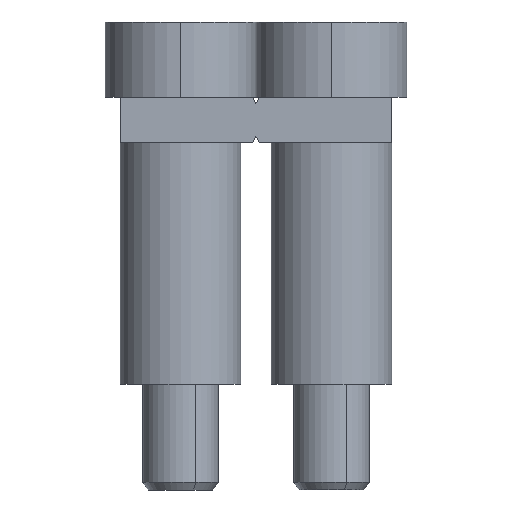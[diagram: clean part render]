
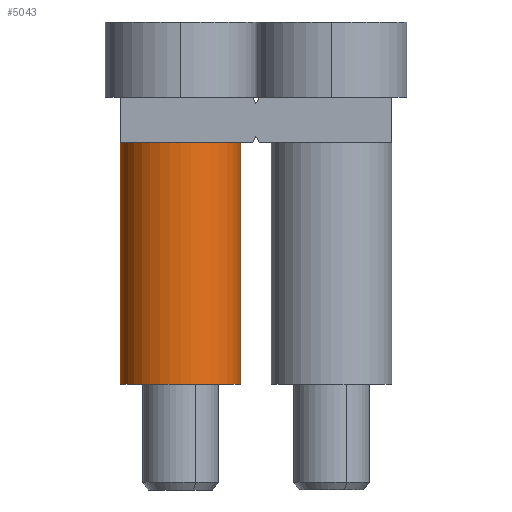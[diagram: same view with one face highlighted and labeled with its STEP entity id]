
A CAD part, front view. The second image highlights one B-rep face of the part: STEP entity #5043.
In plain terms, the highlighted cylindrical face has radius 2 mm (diameter 4 mm), a partial arc.
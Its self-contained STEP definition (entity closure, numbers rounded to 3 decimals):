
#38 = CARTESIAN_POINT ( 'NONE',  ( -0.153, 0.312, -9.145 ) ) ;
#107 = VECTOR ( 'NONE', #4547, 1000. ) ;
#440 = VERTEX_POINT ( 'NONE', #1630 ) ;
#514 = CYLINDRICAL_SURFACE ( 'NONE', #4147, 2. ) ;
#604 = ORIENTED_EDGE ( 'NONE', *, *, #1835, .F. ) ;
#752 = DIRECTION ( 'NONE',  ( 1., 0., 0. ) ) ;
#753 = DIRECTION ( 'NONE',  ( 0., 0., 1. ) ) ;
#762 = CARTESIAN_POINT ( 'NONE',  ( -2.153, 0.312, -9.145 ) ) ;
#780 = LINE ( 'NONE', #4618, #107 ) ;
#832 = ORIENTED_EDGE ( 'NONE', *, *, #4262, .T. ) ;
#857 = DIRECTION ( 'NONE',  ( -1., 0., 0. ) ) ;
#939 = CARTESIAN_POINT ( 'NONE',  ( -2.153, 0.312, -1.145 ) ) ;
#957 = DIRECTION ( 'NONE',  ( 0., 0., -1. ) ) ;
#1163 = AXIS2_PLACEMENT_3D ( 'NONE', #1889, #2842, #1395 ) ;
#1194 = ORIENTED_EDGE ( 'NONE', *, *, #2811, .T. ) ;
#1395 = DIRECTION ( 'NONE',  ( 1., 0., 0. ) ) ;
#1521 = ORIENTED_EDGE ( 'NONE', *, *, #4276, .F. ) ;
#1630 = CARTESIAN_POINT ( 'NONE',  ( -4.153, 0.312, -1.145 ) ) ;
#1802 = AXIS2_PLACEMENT_3D ( 'NONE', #762, #753, #752 ) ;
#1835 = EDGE_CURVE ( 'NONE', #440, #4604, #3552, .T. ) ;
#1889 = CARTESIAN_POINT ( 'NONE',  ( -2.153, 0.312, -1.145 ) ) ;
#2057 = CIRCLE ( 'NONE', #1802, 2. ) ;
#2324 = LINE ( 'NONE', #4615, #4880 ) ;
#2527 = CARTESIAN_POINT ( 'NONE',  ( -4.153, 0.312, -9.145 ) ) ;
#2811 = EDGE_CURVE ( 'NONE', #4137, #3500, #2057, .T. ) ;
#2842 = DIRECTION ( 'NONE',  ( 0., 0., 1. ) ) ;
#3146 = CARTESIAN_POINT ( 'NONE',  ( -0.153, 0.312, -1.145 ) ) ;
#3249 = FACE_OUTER_BOUND ( 'NONE', #3697, .T. ) ;
#3500 = VERTEX_POINT ( 'NONE', #38 ) ;
#3552 = CIRCLE ( 'NONE', #1163, 2. ) ;
#3697 = EDGE_LOOP ( 'NONE', ( #1521, #604, #832, #1194 ) ) ;
#4137 = VERTEX_POINT ( 'NONE', #2527 ) ;
#4147 = AXIS2_PLACEMENT_3D ( 'NONE', #939, #957, #857 ) ;
#4262 = EDGE_CURVE ( 'NONE', #440, #4137, #780, .T. ) ;
#4276 = EDGE_CURVE ( 'NONE', #4604, #3500, #2324, .T. ) ;
#4491 = DIRECTION ( 'NONE',  ( 0., 0., -1. ) ) ;
#4547 = DIRECTION ( 'NONE',  ( 0., 0., -1. ) ) ;
#4604 = VERTEX_POINT ( 'NONE', #3146 ) ;
#4615 = CARTESIAN_POINT ( 'NONE',  ( -0.153, 0.312, -1.145 ) ) ;
#4618 = CARTESIAN_POINT ( 'NONE',  ( -4.153, 0.312, -1.145 ) ) ;
#4880 = VECTOR ( 'NONE', #4491, 1000. ) ;
#5043 = ADVANCED_FACE ( 'NONE', ( #3249 ), #514, .T. ) ;
